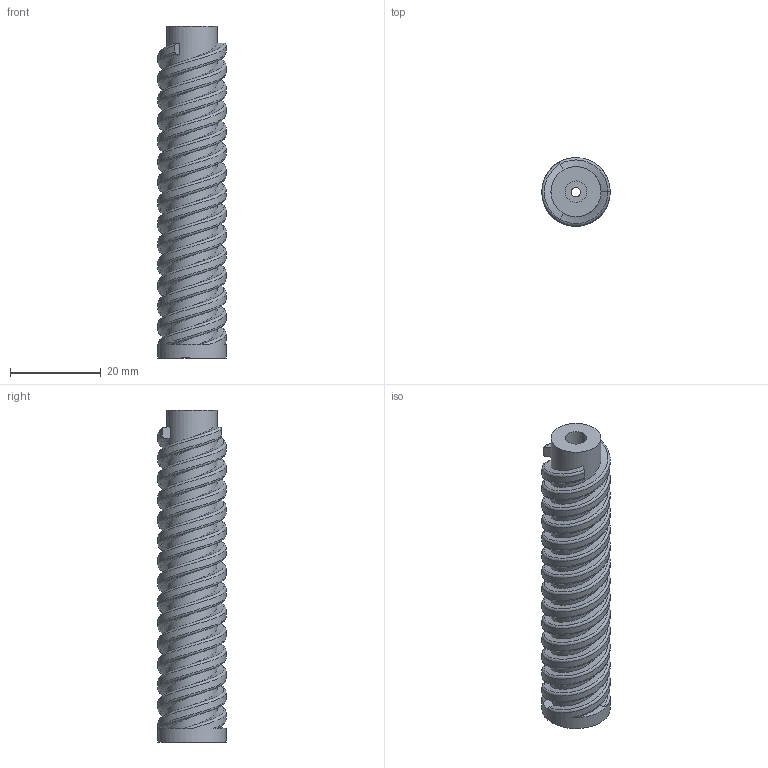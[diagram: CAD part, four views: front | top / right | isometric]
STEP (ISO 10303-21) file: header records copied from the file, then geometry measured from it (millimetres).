
FILE_DESCRIPTION(/* description */ (''),/* implementation_level */ '2;1');
FILE_NAME(/* name */ 'Lead Screw 3 Start 68mm Length 2.5 Thread 11mm shaft.step',/* time_stamp */ '2016-12-12T23:38:48-08:00',/* author */ (''),/* organization */ (''),/* preprocessor_version */ 'ST-DEVELOPER v15.2',/* originating_system */ 'Autodesk Translator Framework v2.0.0.5431',/* authorisation */ '');
FILE_SCHEMA (('AUTOMOTIVE_DESIGN { 1 0 10303 214 3 1 1 }'));
Length unit declared in the file: centimetre
Products named in the file (1): (Unsaved)
Bounding box: 15 x 15 x 73 mm (x, y, z)
Volume: 8062.3 mm3; surface area: 6825.1 mm2
Topology: 1 solids, 1 shells, 56 faces, 158 edges, 106 vertices
Faces by surface type: cylinder 34, bspline 12, plane 10
Full cylindrical faces by diameter (mm): 2 x1, 4.75 x1, 6 x1, 11 x13, 15 x13
Entity records: 6462 total; most frequent: CARTESIAN_POINT 5907, ORIENTED_EDGE 124, DIRECTION 72, EDGE_CURVE 62, VERTEX_POINT 44, B_SPLINE_CURVE_WITH_KNOTS 36, EDGE_LOOP 36, AXIS2_PLACEMENT_3D 30
